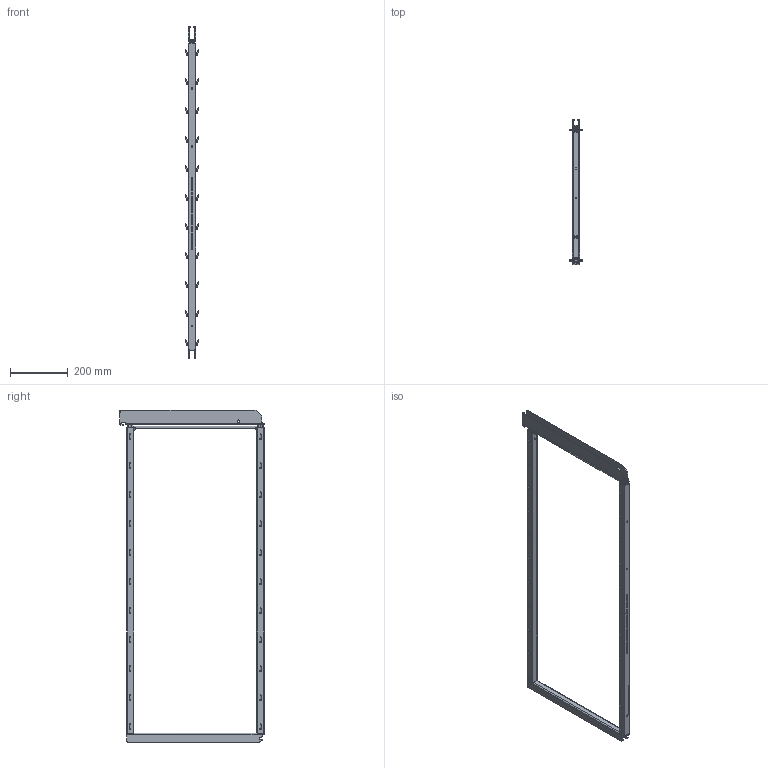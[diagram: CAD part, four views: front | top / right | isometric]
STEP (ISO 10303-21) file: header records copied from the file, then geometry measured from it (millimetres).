
FILE_DESCRIPTION(/* description */ (''),/* implementation_level */ '2;1');
FILE_NAME(/* name */ '3D_100-0592-XX.sat.ipt.stp',/* time_stamp */ '2023-05-08T11:53:25+02:00',/* author */ (''),/* organization */ (''),/* preprocessor_version */ 'ST-DEVELOPER v18.1',/* originating_system */ 'Autodesk Inventor 2021',/* authorisation */ '');
FILE_SCHEMA (('CONFIG_CONTROL_DESIGN'));
Products named in the file (1): 3D_100-0592-XX.sat
Bounding box: 46.73 x 498.31 x 1145 mm (x, y, z)
Volume: 758629.8 mm3; surface area: 744663.2 mm2
Topology: 2 solids, 2 shells, 1085 faces, 2635 edges, 1641 vertices
Faces by surface type: bspline 399, plane 372, cylinder 314
Full cylindrical faces by diameter (mm): 4 x88, 5.1 x8, 5.4 x44, 6.8 x1, 8 x2, 10 x4
Entity records: 67441 total; most frequent: CARTESIAN_POINT 41944, ORIENTED_EDGE 5270, DIRECTION 5174, EDGE_CURVE 2635, AXIS2_PLACEMENT_3D 2039, VERTEX_POINT 1641, CIRCLE 1316, EDGE_LOOP 1232
